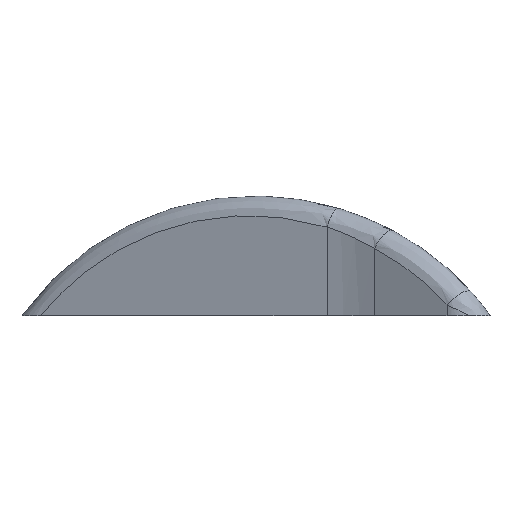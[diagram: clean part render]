
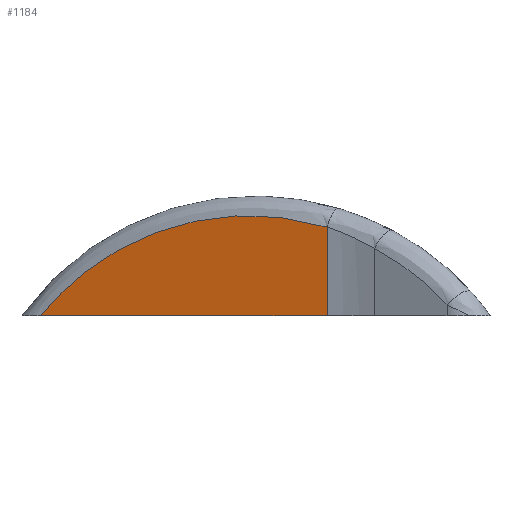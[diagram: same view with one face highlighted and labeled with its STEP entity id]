
A CAD part, front view. The second image highlights one B-rep face of the part: STEP entity #1184.
In plain terms, the highlighted planar face has unit normal (-0.309, -0.951, 0).
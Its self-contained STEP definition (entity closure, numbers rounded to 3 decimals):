
#52 = CARTESIAN_POINT ( 'NONE',  ( 11.743, 36.14, 57.1 ) ) ;
#86 = EDGE_LOOP ( 'NONE', ( #289, #566, #324 ) ) ;
#191 = EDGE_CURVE ( 'NONE', #197, #1255, #493, .T. ) ;
#194 = VECTOR ( 'NONE', #420, 1000. ) ;
#197 = VERTEX_POINT ( 'NONE', #1259 ) ;
#289 = ORIENTED_EDGE ( 'NONE', *, *, #363, .F. ) ;
#312 = LINE ( 'NONE', #1005, #544 ) ;
#324 = ORIENTED_EDGE ( 'NONE', *, *, #959, .T. ) ;
#363 = EDGE_CURVE ( 'NONE', #197, #741, #821, .T. ) ;
#366 = PLANE ( 'NONE',  #414 ) ;
#414 = AXIS2_PLACEMENT_3D ( 'NONE', #759, #1155, #1179 ) ;
#420 = DIRECTION ( 'NONE',  ( 0., 0., -1. ) ) ;
#473 = CARTESIAN_POINT ( 'NONE',  ( -4.711, 41.486, 52.721 ) ) ;
#493 =( BOUNDED_CURVE ( )  B_SPLINE_CURVE ( 3, ( #1071, #473, #989, #774 ),
 .UNSPECIFIED., .F., .F. ) 
 B_SPLINE_CURVE_WITH_KNOTS ( ( 4, 4 ),
 ( 1.276, 2.467 ),
 .UNSPECIFIED. ) 
 CURVE ( )  GEOMETRIC_REPRESENTATION_ITEM ( )  RATIONAL_B_SPLINE_CURVE ( ( 1., 0.885, 0.885, 1. ) ) 
 REPRESENTATION_ITEM ( '' )  );
#544 = VECTOR ( 'NONE', #824, 1000. ) ;
#566 = ORIENTED_EDGE ( 'NONE', *, *, #191, .T. ) ;
#741 = VERTEX_POINT ( 'NONE', #843 ) ;
#759 = CARTESIAN_POINT ( 'NONE',  ( 11.743, 36.14, 57.1 ) ) ;
#774 = CARTESIAN_POINT ( 'NONE',  ( -31.878, 50.313, 34.2 ) ) ;
#821 = LINE ( 'NONE', #52, #194 ) ;
#824 = DIRECTION ( 'NONE',  ( 0.951, -0.309, 0. ) ) ;
#843 = CARTESIAN_POINT ( 'NONE',  ( 11.743, 36.14, 34.2 ) ) ;
#866 = FACE_OUTER_BOUND ( 'NONE', #86, .T. ) ;
#894 = CARTESIAN_POINT ( 'NONE',  ( -31.878, 50.313, 34.2 ) ) ;
#959 = EDGE_CURVE ( 'NONE', #1255, #741, #312, .T. ) ;
#989 = CARTESIAN_POINT ( 'NONE',  ( -21.139, 46.824, 47.631 ) ) ;
#1005 = CARTESIAN_POINT ( 'NONE',  ( 11.743, 36.14, 34.2 ) ) ;
#1071 = CARTESIAN_POINT ( 'NONE',  ( 11.743, 36.14, 47.718 ) ) ;
#1155 = DIRECTION ( 'NONE',  ( -0.309, -0.951, 0. ) ) ;
#1179 = DIRECTION ( 'NONE',  ( 0.951, -0.309, 0. ) ) ;
#1184 = ADVANCED_FACE ( 'NONE', ( #866 ), #366, .T. ) ;
#1255 = VERTEX_POINT ( 'NONE', #894 ) ;
#1259 = CARTESIAN_POINT ( 'NONE',  ( 11.743, 36.14, 47.718 ) ) ;
